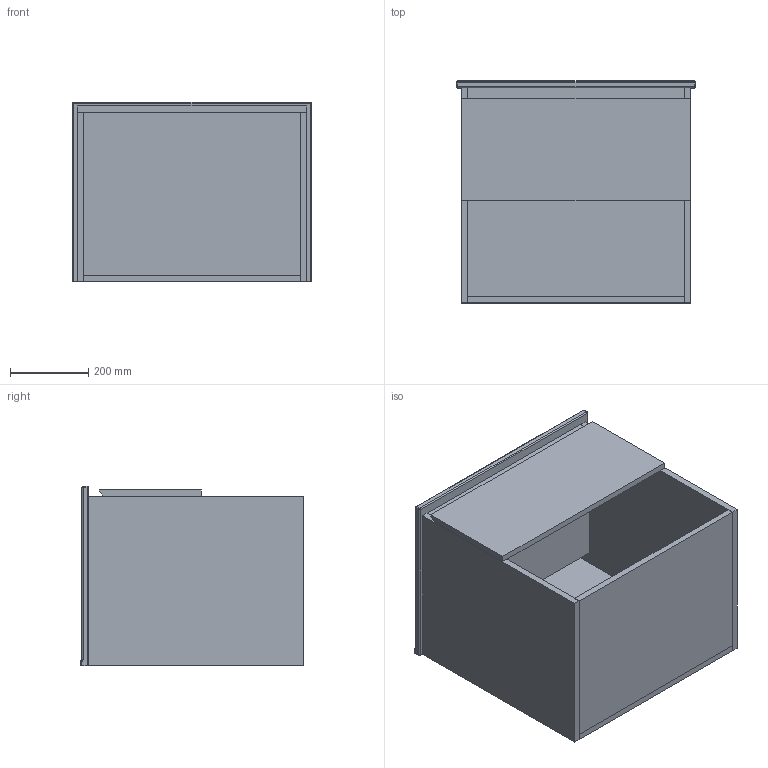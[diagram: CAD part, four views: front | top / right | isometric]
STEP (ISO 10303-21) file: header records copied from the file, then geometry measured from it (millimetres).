
FILE_DESCRIPTION (( 'STEP AP214' ), '1' );
FILE_NAME ('Shelf Ceramic 600 ASSEM.STEP', '2019-03-08T00:15:45', ( '' ), ( '' ), 'SwSTEP 2.0', 'SolidWorks 2015', '' );
FILE_SCHEMA (( 'AUTOMOTIVE_DESIGN' ));
Length unit declared in the file: millimetre
Products named in the file (5): Shelf Ceramic 600 ASSEM; Shelf Ceramic 600; 600 Spirit top; CERAMIC OVERFLOW COVER; 600 Spirit top ASSEM
Assembly tree (4 placements, depth 3):
  Shelf Ceramic 600 ASSEM
    Shelf Ceramic 600
    600 Spirit top ASSEM
      600 Spirit top
      CERAMIC OVERFLOW COVER
Bounding box: 610 x 569 x 460 mm (x, y, z)
Volume: 25529796.3 mm3; surface area: 3395128.9 mm2
Topology: 8 solids, 8 shells, 135 faces, 298 edges, 173 vertices
Faces by surface type: plane 81, cylinder 30, sphere 10, torus 8, bspline 6
Entity records: 4222 total; most frequent: CARTESIAN_POINT 918, DIRECTION 634, ORIENTED_EDGE 576, EDGE_CURVE 288, AXIS2_PLACEMENT_3D 221, LINE 192, VECTOR 192, VERTEX_POINT 173
